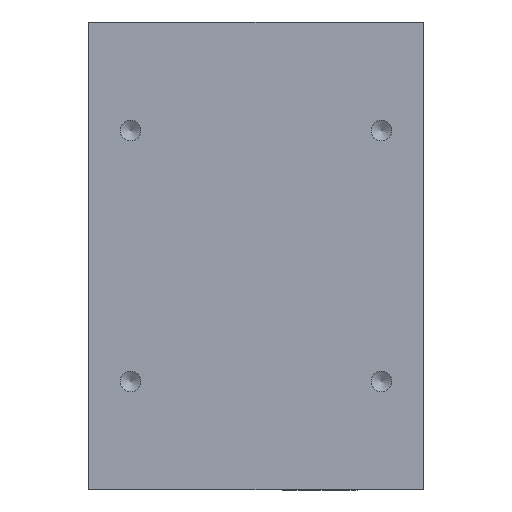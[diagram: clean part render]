
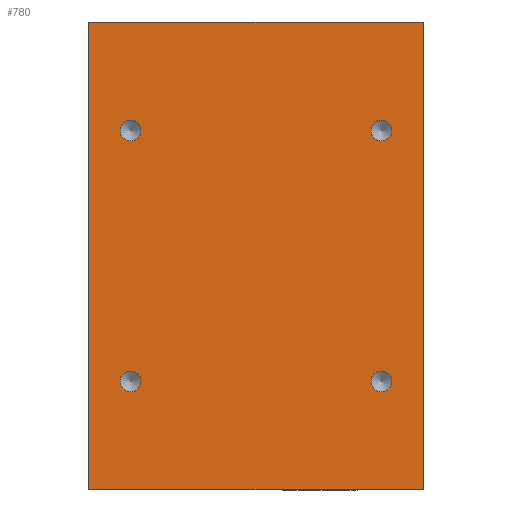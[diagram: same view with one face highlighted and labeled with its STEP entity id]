
A CAD part, front view. The second image highlights one B-rep face of the part: STEP entity #780.
In plain terms, the highlighted planar face has unit normal (0, -1, 0).
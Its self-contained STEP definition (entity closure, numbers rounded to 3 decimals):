
#88=FACE_BOUND('',#231,.T.);
#89=FACE_BOUND('',#232,.T.);
#90=FACE_BOUND('',#233,.T.);
#91=FACE_BOUND('',#234,.T.);
#125=CIRCLE('',#838,1.23);
#127=CIRCLE('',#842,1.23);
#129=CIRCLE('',#846,1.23);
#131=CIRCLE('',#850,1.23);
#174=FACE_OUTER_BOUND('',#230,.T.);
#230=EDGE_LOOP('',(#593,#594,#595,#596));
#231=EDGE_LOOP('',(#597));
#232=EDGE_LOOP('',(#598));
#233=EDGE_LOOP('',(#599));
#234=EDGE_LOOP('',(#600));
#312=LINE('',#1272,#348);
#313=LINE('',#1274,#349);
#314=LINE('',#1276,#350);
#315=LINE('',#1277,#351);
#348=VECTOR('',#1009,10.);
#349=VECTOR('',#1010,10.);
#350=VECTOR('',#1011,10.);
#351=VECTOR('',#1012,10.);
#388=VERTEX_POINT('',#1207);
#390=VERTEX_POINT('',#1213);
#392=VERTEX_POINT('',#1219);
#394=VERTEX_POINT('',#1225);
#402=VERTEX_POINT('',#1270);
#403=VERTEX_POINT('',#1271);
#404=VERTEX_POINT('',#1273);
#405=VERTEX_POINT('',#1275);
#464=EDGE_CURVE('',#388,#388,#125,.T.);
#466=EDGE_CURVE('',#390,#390,#127,.T.);
#468=EDGE_CURVE('',#392,#392,#129,.T.);
#470=EDGE_CURVE('',#394,#394,#131,.T.);
#482=EDGE_CURVE('',#402,#403,#312,.T.);
#483=EDGE_CURVE('',#403,#404,#313,.T.);
#484=EDGE_CURVE('',#404,#405,#314,.T.);
#485=EDGE_CURVE('',#405,#402,#315,.T.);
#593=ORIENTED_EDGE('',*,*,#482,.T.);
#594=ORIENTED_EDGE('',*,*,#483,.T.);
#595=ORIENTED_EDGE('',*,*,#484,.T.);
#596=ORIENTED_EDGE('',*,*,#485,.T.);
#597=ORIENTED_EDGE('',*,*,#464,.T.);
#598=ORIENTED_EDGE('',*,*,#466,.T.);
#599=ORIENTED_EDGE('',*,*,#468,.T.);
#600=ORIENTED_EDGE('',*,*,#470,.T.);
#747=PLANE('',#857);
#780=ADVANCED_FACE('',(#174,#88,#89,#90,#91),#747,.T.);
#838=AXIS2_PLACEMENT_3D('',#1208,#964,#965);
#842=AXIS2_PLACEMENT_3D('',#1214,#972,#973);
#846=AXIS2_PLACEMENT_3D('',#1220,#980,#981);
#850=AXIS2_PLACEMENT_3D('',#1226,#988,#989);
#857=AXIS2_PLACEMENT_3D('',#1269,#1007,#1008);
#964=DIRECTION('center_axis',(0.,1.,0.));
#965=DIRECTION('ref_axis',(1.,0.,0.));
#972=DIRECTION('center_axis',(0.,1.,0.));
#973=DIRECTION('ref_axis',(1.,0.,0.));
#980=DIRECTION('center_axis',(0.,1.,0.));
#981=DIRECTION('ref_axis',(1.,0.,0.));
#988=DIRECTION('center_axis',(0.,1.,0.));
#989=DIRECTION('ref_axis',(1.,0.,0.));
#1007=DIRECTION('center_axis',(0.,-1.,0.));
#1008=DIRECTION('ref_axis',(0.,0.,-1.));
#1009=DIRECTION('',(0.,0.,-1.));
#1010=DIRECTION('',(1.,0.,0.));
#1011=DIRECTION('',(0.,0.,1.));
#1012=DIRECTION('',(-1.,0.,0.));
#1207=CARTESIAN_POINT('',(-13.771,9.95,-15.));
#1208=CARTESIAN_POINT('Origin',(-15.,9.95,-15.));
#1213=CARTESIAN_POINT('',(-13.771,9.95,15.));
#1214=CARTESIAN_POINT('Origin',(-15.,9.95,15.));
#1219=CARTESIAN_POINT('',(16.23,9.95,15.));
#1220=CARTESIAN_POINT('Origin',(15.,9.95,15.));
#1225=CARTESIAN_POINT('',(16.23,9.95,-15.));
#1226=CARTESIAN_POINT('Origin',(15.,9.95,-15.));
#1269=CARTESIAN_POINT('Origin',(0.,9.95,0.));
#1270=CARTESIAN_POINT('',(-20.,9.95,28.));
#1271=CARTESIAN_POINT('',(-20.,9.95,-28.));
#1272=CARTESIAN_POINT('',(-20.,9.95,-14.));
#1273=CARTESIAN_POINT('',(20.,9.95,-28.));
#1274=CARTESIAN_POINT('',(10.,9.95,-28.));
#1275=CARTESIAN_POINT('',(20.,9.95,28.));
#1276=CARTESIAN_POINT('',(20.,9.95,14.));
#1277=CARTESIAN_POINT('',(-10.,9.95,28.));
